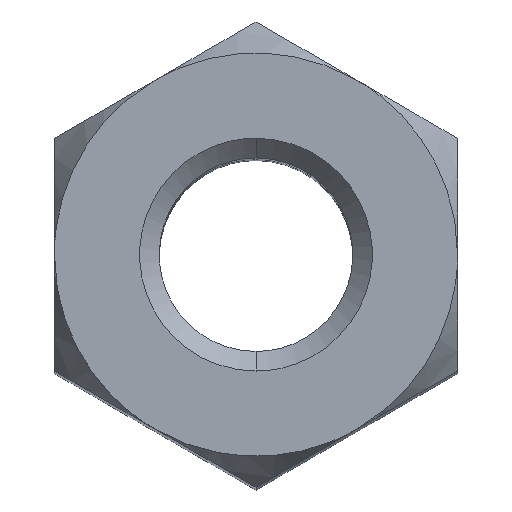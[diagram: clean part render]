
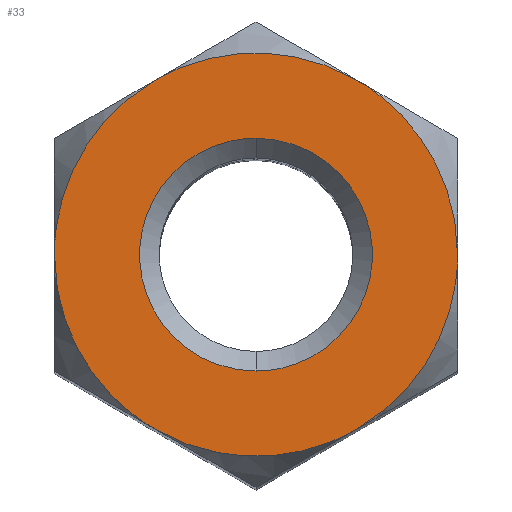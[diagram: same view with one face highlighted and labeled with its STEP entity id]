
A CAD part, top view. The second image highlights one B-rep face of the part: STEP entity #33.
In plain terms, the highlighted planar face has unit normal (0, 0, 1).
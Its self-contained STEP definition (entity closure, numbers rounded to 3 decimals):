
#24=FACE_BOUND('',#90,.T.);
#33=ADVANCED_FACE('',(#61,#24),#386,.T.);
#61=FACE_OUTER_BOUND('',#89,.T.);
#89=EDGE_LOOP('',(#134,#135,#136,#137,#138,#139));
#90=EDGE_LOOP('',(#140,#141));
#134=ORIENTED_EDGE('',*,*,#254,.T.);
#135=ORIENTED_EDGE('',*,*,#253,.T.);
#136=ORIENTED_EDGE('',*,*,#257,.T.);
#137=ORIENTED_EDGE('',*,*,#256,.T.);
#138=ORIENTED_EDGE('',*,*,#252,.T.);
#139=ORIENTED_EDGE('',*,*,#255,.T.);
#140=ORIENTED_EDGE('',*,*,#259,.T.);
#141=ORIENTED_EDGE('',*,*,#288,.T.);
#252=EDGE_CURVE('',#355,#358,#328,.T.);
#253=EDGE_CURVE('',#361,#364,#329,.T.);
#254=EDGE_CURVE('',#359,#361,#330,.T.);
#255=EDGE_CURVE('',#358,#359,#331,.T.);
#256=EDGE_CURVE('',#365,#355,#332,.T.);
#257=EDGE_CURVE('',#364,#365,#333,.T.);
#259=EDGE_CURVE('',#366,#384,#335,.T.);
#288=EDGE_CURVE('',#384,#366,#349,.T.);
#328=(
BOUNDED_CURVE()
B_SPLINE_CURVE(2,(#937,#938,#939,#940,#941),.UNSPECIFIED.,.F.,.F.)
B_SPLINE_CURVE_WITH_KNOTS((3,2,3),(10.442,11.781,13.12),
 .UNSPECIFIED.)
CURVE()
GEOMETRIC_REPRESENTATION_ITEM()
RATIONAL_B_SPLINE_CURVE((1.,0.966,1.,0.966,1.))
REPRESENTATION_ITEM('')
);
#329=(
BOUNDED_CURVE()
B_SPLINE_CURVE(2,(#942,#943,#944,#945,#946),.UNSPECIFIED.,.F.,.F.)
B_SPLINE_CURVE_WITH_KNOTS((3,2,3),(2.588,3.927,5.266),
 .UNSPECIFIED.)
CURVE()
GEOMETRIC_REPRESENTATION_ITEM()
RATIONAL_B_SPLINE_CURVE((1.,0.966,1.,0.966,1.))
REPRESENTATION_ITEM('')
);
#330=(
BOUNDED_CURVE()
B_SPLINE_CURVE(2,(#947,#948,#949),.UNSPECIFIED.,.F.,.F.)
B_SPLINE_CURVE_WITH_KNOTS((3,3),(0.,2.588),.UNSPECIFIED.)
CURVE()
GEOMETRIC_REPRESENTATION_ITEM()
RATIONAL_B_SPLINE_CURVE((1.,0.866,1.))
REPRESENTATION_ITEM('')
);
#331=(
BOUNDED_CURVE()
B_SPLINE_CURVE(2,(#950,#951,#952),.UNSPECIFIED.,.F.,.F.)
B_SPLINE_CURVE_WITH_KNOTS((3,3),(13.12,15.708),
 .UNSPECIFIED.)
CURVE()
GEOMETRIC_REPRESENTATION_ITEM()
RATIONAL_B_SPLINE_CURVE((1.,0.866,1.))
REPRESENTATION_ITEM('')
);
#332=(
BOUNDED_CURVE()
B_SPLINE_CURVE(2,(#953,#954,#955),.UNSPECIFIED.,.F.,.F.)
B_SPLINE_CURVE_WITH_KNOTS((3,3),(7.854,10.442),
 .UNSPECIFIED.)
CURVE()
GEOMETRIC_REPRESENTATION_ITEM()
RATIONAL_B_SPLINE_CURVE((1.,0.866,1.))
REPRESENTATION_ITEM('')
);
#333=(
BOUNDED_CURVE()
B_SPLINE_CURVE(2,(#956,#957,#958),.UNSPECIFIED.,.F.,.F.)
B_SPLINE_CURVE_WITH_KNOTS((3,3),(5.266,7.854),
 .UNSPECIFIED.)
CURVE()
GEOMETRIC_REPRESENTATION_ITEM()
RATIONAL_B_SPLINE_CURVE((1.,0.866,1.))
REPRESENTATION_ITEM('')
);
#335=(
BOUNDED_CURVE()
B_SPLINE_CURVE(2,(#964,#965,#966,#967,#968),.UNSPECIFIED.,.F.,.F.)
B_SPLINE_CURVE_WITH_KNOTS((3,2,3),(-9.069,-6.802,-4.534),
 .UNSPECIFIED.)
CURVE()
GEOMETRIC_REPRESENTATION_ITEM()
RATIONAL_B_SPLINE_CURVE((1.,0.707,1.,0.707,1.))
REPRESENTATION_ITEM('')
);
#349=(
BOUNDED_CURVE()
B_SPLINE_CURVE(2,(#1098,#1099,#1100,#1101,#1102),.UNSPECIFIED.,.F.,.F.)
B_SPLINE_CURVE_WITH_KNOTS((3,2,3),(-4.534,-2.267,0.),
 .UNSPECIFIED.)
CURVE()
GEOMETRIC_REPRESENTATION_ITEM()
RATIONAL_B_SPLINE_CURVE((1.,0.707,1.,0.707,1.))
REPRESENTATION_ITEM('')
);
#355=VERTEX_POINT('',#827);
#358=VERTEX_POINT('',#830);
#359=VERTEX_POINT('',#831);
#361=VERTEX_POINT('',#833);
#364=VERTEX_POINT('',#836);
#365=VERTEX_POINT('',#837);
#366=VERTEX_POINT('',#838);
#384=VERTEX_POINT('',#856);
#386=PLANE('',#434);
#434=AXIS2_PLACEMENT_3D('',#582,#445,$);
#445=DIRECTION('',(0.,0.,1.));
#582=CARTESIAN_POINT('',(127.45,-2.55,0.));
#827=CARTESIAN_POINT('',(128.75,-2.165,0.));
#830=CARTESIAN_POINT('',(131.25,-2.165,0.));
#831=CARTESIAN_POINT('',(132.5,0.,0.));
#833=CARTESIAN_POINT('',(131.25,2.165,0.));
#836=CARTESIAN_POINT('',(128.75,2.165,0.));
#837=CARTESIAN_POINT('',(127.5,0.,0.));
#838=CARTESIAN_POINT('',(130.,-1.443,0.));
#856=CARTESIAN_POINT('',(130.,1.443,0.));
#937=CARTESIAN_POINT('',(128.75,-2.165,0.));
#938=CARTESIAN_POINT('',(129.33,-2.5,0.));
#939=CARTESIAN_POINT('',(130.,-2.5,0.));
#940=CARTESIAN_POINT('',(130.67,-2.5,0.));
#941=CARTESIAN_POINT('',(131.25,-2.165,0.));
#942=CARTESIAN_POINT('',(131.25,2.165,0.));
#943=CARTESIAN_POINT('',(130.67,2.5,0.));
#944=CARTESIAN_POINT('',(130.,2.5,0.));
#945=CARTESIAN_POINT('',(129.33,2.5,0.));
#946=CARTESIAN_POINT('',(128.75,2.165,0.));
#947=CARTESIAN_POINT('',(132.5,0.,0.));
#948=CARTESIAN_POINT('',(132.5,1.443,0.));
#949=CARTESIAN_POINT('',(131.25,2.165,0.));
#950=CARTESIAN_POINT('',(131.25,-2.165,0.));
#951=CARTESIAN_POINT('',(132.5,-1.443,0.));
#952=CARTESIAN_POINT('',(132.5,0.,0.));
#953=CARTESIAN_POINT('',(127.5,0.,0.));
#954=CARTESIAN_POINT('',(127.5,-1.443,0.));
#955=CARTESIAN_POINT('',(128.75,-2.165,0.));
#956=CARTESIAN_POINT('',(128.75,2.165,0.));
#957=CARTESIAN_POINT('',(127.5,1.443,0.));
#958=CARTESIAN_POINT('',(127.5,0.,0.));
#964=CARTESIAN_POINT('',(130.,-1.443,0.));
#965=CARTESIAN_POINT('',(128.557,-1.443,0.));
#966=CARTESIAN_POINT('',(128.557,0.,0.));
#967=CARTESIAN_POINT('',(128.557,1.443,0.));
#968=CARTESIAN_POINT('',(130.,1.443,0.));
#1098=CARTESIAN_POINT('',(130.,1.443,0.));
#1099=CARTESIAN_POINT('',(131.443,1.443,0.));
#1100=CARTESIAN_POINT('',(131.443,0.,0.));
#1101=CARTESIAN_POINT('',(131.443,-1.443,0.));
#1102=CARTESIAN_POINT('',(130.,-1.443,0.));
